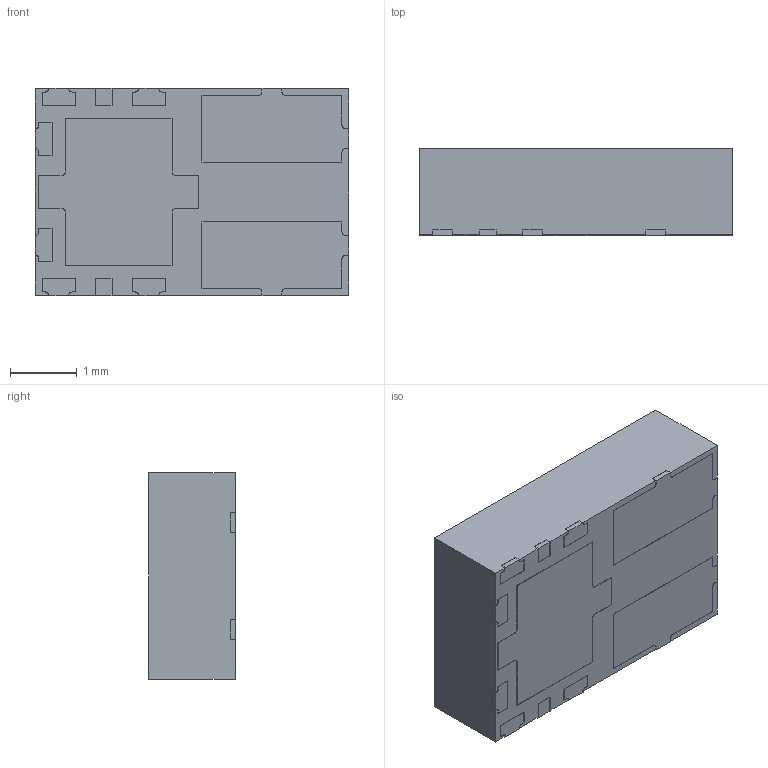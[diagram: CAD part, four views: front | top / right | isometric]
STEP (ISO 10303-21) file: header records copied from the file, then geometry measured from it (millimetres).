
FILE_DESCRIPTION (( 'STEP AP214' ), '1' );
FILE_NAME ('PicoBK_MYRGM-XC.STEP', '2020-08-07T06:24:54', ( '' ), ( '' ), 'SwSTEP 2.0', 'SolidWorks 2017', '' );
FILE_SCHEMA (( 'AUTOMOTIVE_DESIGN' ));
Length unit declared in the file: millimetre
Products named in the file (1): PicoBK_MYRGM-XC
Bounding box: 4.71 x 1.3 x 3.11 mm (x, y, z)
Volume: 19 mm3; surface area: 49.6 mm2
Topology: 1 solids, 1 shells, 147 faces, 420 edges, 276 vertices
Faces by surface type: plane 123, cylinder 24
Entity records: 6377 total; most frequent: CARTESIAN_POINT 844, ORIENTED_EDGE 840, DIRECTION 764, EDGE_CURVE 420, LINE 372, VECTOR 372, VERTEX_POINT 276, AXIS2_PLACEMENT_3D 196
